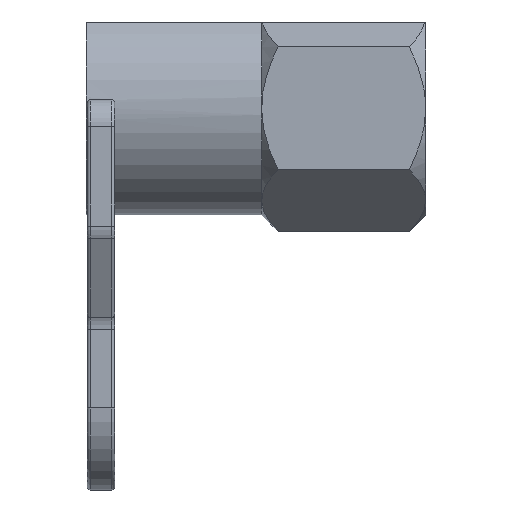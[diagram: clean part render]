
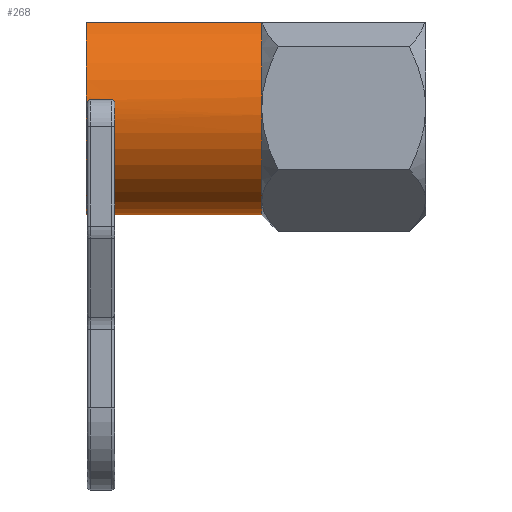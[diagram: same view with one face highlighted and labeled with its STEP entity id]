
A CAD part, left-side view. The second image highlights one B-rep face of the part: STEP entity #268.
In plain terms, the highlighted cylindrical face has radius 18.836 mm (diameter 37.672 mm), a partial arc.
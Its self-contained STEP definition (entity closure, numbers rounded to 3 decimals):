
#262 = ORIENTED_EDGE ( 'NONE', *, *, #278, .F. ) ;
#263 = EDGE_CURVE ( 'NONE', #264, #267, #1494, .T. ) ;
#264 = VERTEX_POINT ( 'NONE', #1480 ) ;
#267 = VERTEX_POINT ( 'NONE', #1474 ) ;
#268 = ADVANCED_FACE ( 'NONE', ( #1473, #1472 ), #1470, .T. ) ;
#275 = EDGE_LOOP ( 'NONE', ( #277, #262, #948, #950, #934, #936 ) ) ;
#277 = ORIENTED_EDGE ( 'NONE', *, *, #263, .T. ) ;
#278 = EDGE_CURVE ( 'NONE', #286, #267, #1518, .T. ) ;
#286 = VERTEX_POINT ( 'NONE', #1498 ) ;
#934 = ORIENTED_EDGE ( 'NONE', *, *, #935, .T. ) ;
#935 = EDGE_CURVE ( 'NONE', #943, #944, #2668, .T. ) ;
#936 = ORIENTED_EDGE ( 'NONE', *, *, #937, .T. ) ;
#937 = EDGE_CURVE ( 'NONE', #944, #264, #2660, .T. ) ;
#938 = EDGE_LOOP ( 'NONE', ( #939, #1013, #1016, #1012 ) ) ;
#939 = ORIENTED_EDGE ( 'NONE', *, *, #940, .F. ) ;
#940 = EDGE_CURVE ( 'NONE', #941, #942, #2656, .T. ) ;
#941 = VERTEX_POINT ( 'NONE', #2711 ) ;
#942 = VERTEX_POINT ( 'NONE', #2710 ) ;
#943 = VERTEX_POINT ( 'NONE', #2709 ) ;
#944 = VERTEX_POINT ( 'NONE', #2708 ) ;
#945 = EDGE_CURVE ( 'NONE', #947, #943, #2707, .T. ) ;
#947 = VERTEX_POINT ( 'NONE', #2703 ) ;
#948 = ORIENTED_EDGE ( 'NONE', *, *, #949, .T. ) ;
#949 = EDGE_CURVE ( 'NONE', #286, #947, #2702, .T. ) ;
#950 = ORIENTED_EDGE ( 'NONE', *, *, #945, .T. ) ;
#996 = EDGE_CURVE ( 'NONE', #1011, #942, #2797, .T. ) ;
#1011 = VERTEX_POINT ( 'NONE', #2829 ) ;
#1012 = ORIENTED_EDGE ( 'NONE', *, *, #996, .T. ) ;
#1013 = ORIENTED_EDGE ( 'NONE', *, *, #1015, .T. ) ;
#1014 = VERTEX_POINT ( 'NONE', #2828 ) ;
#1015 = EDGE_CURVE ( 'NONE', #941, #1014, #2827, .T. ) ;
#1016 = ORIENTED_EDGE ( 'NONE', *, *, #1017, .T. ) ;
#1017 = EDGE_CURVE ( 'NONE', #1014, #1011, #2823, .T. ) ;
#1467 = DIRECTION ( 'NONE',  ( 0., 0., -1. ) ) ;
#1468 = DIRECTION ( 'NONE',  ( 0., -1., 0. ) ) ;
#1469 = AXIS2_PLACEMENT_3D ( 'NONE', #1471, #1468, #1467 ) ;
#1470 = CYLINDRICAL_SURFACE ( 'NONE', #1469, 18.836 ) ;
#1471 = CARTESIAN_POINT ( 'NONE',  ( 0., 60., 0. ) ) ;
#1472 = FACE_OUTER_BOUND ( 'NONE', #938, .T. ) ;
#1473 = FACE_BOUND ( 'NONE', #275, .T. ) ;
#1474 = CARTESIAN_POINT ( 'NONE',  ( -18.729, 59.8, -2. ) ) ;
#1480 = CARTESIAN_POINT ( 'NONE',  ( -18.729, 55., -2. ) ) ;
#1481 = DIRECTION ( 'NONE',  ( 0., 1., 0. ) ) ;
#1482 = VECTOR ( 'NONE', #1481, 1000. ) ;
#1483 = CARTESIAN_POINT ( 'NONE',  ( -18.729, -0.045, -2. ) ) ;
#1494 = LINE ( 'NONE', #1483, #1482 ) ;
#1498 = CARTESIAN_POINT ( 'NONE',  ( -18.811, 59.8, 0.973 ) ) ;
#1514 = DIRECTION ( 'NONE',  ( 0., 0., 1. ) ) ;
#1515 = DIRECTION ( 'NONE',  ( 0., -1., 0. ) ) ;
#1516 = CARTESIAN_POINT ( 'NONE',  ( 0., 59.8, 0. ) ) ;
#1517 = AXIS2_PLACEMENT_3D ( 'NONE', #1516, #1515, #1514 ) ;
#1518 = CIRCLE ( 'NONE', #1517, 18.836 ) ;
#2655 = AXIS2_PLACEMENT_3D ( 'NONE', #2714, #2713, #2712 ) ;
#2656 = CIRCLE ( 'NONE', #2655, 18.836 ) ;
#2657 = DIRECTION ( 'NONE',  ( 0., 0., 1. ) ) ;
#2658 = DIRECTION ( 'NONE',  ( 0., -1., 0. ) ) ;
#2659 = AXIS2_PLACEMENT_3D ( 'NONE', #2667, #2658, #2657 ) ;
#2660 = CIRCLE ( 'NONE', #2659, 18.836 ) ;
#2661 = CARTESIAN_POINT ( 'NONE',  ( -18.811, 55., 0.973 ) ) ;
#2662 = CARTESIAN_POINT ( 'NONE',  ( -18.804, 55., 1.109 ) ) ;
#2663 = CARTESIAN_POINT ( 'NONE',  ( -18.795, 55.051, 1.243 ) ) ;
#2664 = CARTESIAN_POINT ( 'NONE',  ( -18.781, 55.233, 1.439 ) ) ;
#2665 = CARTESIAN_POINT ( 'NONE',  ( -18.776, 55.364, 1.5 ) ) ;
#2666 = CARTESIAN_POINT ( 'NONE',  ( -18.776, 55.5, 1.5 ) ) ;
#2667 = CARTESIAN_POINT ( 'NONE',  ( 0., 55., 0. ) ) ;
#2668 = B_SPLINE_CURVE_WITH_KNOTS ( 'NONE', 3,
 ( #2666, #2665, #2664, #2663, #2662, #2661 ),
 .UNSPECIFIED., .F., .F.,
 ( 4, 2, 4 ),
 ( 0., 0., 0.001 ),
 .UNSPECIFIED. ) ;
#2695 = CARTESIAN_POINT ( 'NONE',  ( -18.776, 59.3, 1.5 ) ) ;
#2696 = CARTESIAN_POINT ( 'NONE',  ( -18.776, 59.436, 1.5 ) ) ;
#2697 = CARTESIAN_POINT ( 'NONE',  ( -18.781, 59.567, 1.439 ) ) ;
#2698 = CARTESIAN_POINT ( 'NONE',  ( -18.795, 59.75, 1.242 ) ) ;
#2699 = CARTESIAN_POINT ( 'NONE',  ( -18.804, 59.8, 1.109 ) ) ;
#2700 = CARTESIAN_POINT ( 'NONE',  ( -18.811, 59.8, 0.973 ) ) ;
#2702 = B_SPLINE_CURVE_WITH_KNOTS ( 'NONE', 3,
 ( #2700, #2699, #2698, #2697, #2696, #2695 ),
 .UNSPECIFIED., .F., .F.,
 ( 4, 2, 4 ),
 ( 0., 0., 0.001 ),
 .UNSPECIFIED. ) ;
#2703 = CARTESIAN_POINT ( 'NONE',  ( -18.776, 59.3, 1.5 ) ) ;
#2704 = DIRECTION ( 'NONE',  ( 0., -1., 0. ) ) ;
#2705 = VECTOR ( 'NONE', #2704, 1000. ) ;
#2706 = CARTESIAN_POINT ( 'NONE',  ( -18.776, 59.8, 1.5 ) ) ;
#2707 = LINE ( 'NONE', #2706, #2705 ) ;
#2708 = CARTESIAN_POINT ( 'NONE',  ( -18.811, 55., 0.973 ) ) ;
#2709 = CARTESIAN_POINT ( 'NONE',  ( -18.776, 55.5, 1.5 ) ) ;
#2710 = CARTESIAN_POINT ( 'NONE',  ( -11.067, 60., 15.242 ) ) ;
#2711 = CARTESIAN_POINT ( 'NONE',  ( 0., 60., -18.836 ) ) ;
#2712 = DIRECTION ( 'NONE',  ( 0., 0., 1. ) ) ;
#2713 = DIRECTION ( 'NONE',  ( 0., 1., 0. ) ) ;
#2714 = CARTESIAN_POINT ( 'NONE',  ( 0., 60., 0. ) ) ;
#2794 = DIRECTION ( 'NONE',  ( 0., 1., 0. ) ) ;
#2795 = VECTOR ( 'NONE', #2794, 1000. ) ;
#2796 = CARTESIAN_POINT ( 'NONE',  ( -11.067, 29., 15.242 ) ) ;
#2797 = LINE ( 'NONE', #2796, #2795 ) ;
#2819 = DIRECTION ( 'NONE',  ( 0., 0., 1. ) ) ;
#2820 = DIRECTION ( 'NONE',  ( 0., 1., 0. ) ) ;
#2821 = CARTESIAN_POINT ( 'NONE',  ( 0., 29., 0. ) ) ;
#2822 = AXIS2_PLACEMENT_3D ( 'NONE', #2821, #2820, #2819 ) ;
#2823 = CIRCLE ( 'NONE', #2822, 18.836 ) ;
#2824 = DIRECTION ( 'NONE',  ( 0., -1., 0. ) ) ;
#2825 = VECTOR ( 'NONE', #2824, 1000. ) ;
#2826 = CARTESIAN_POINT ( 'NONE',  ( 0., 60., -18.836 ) ) ;
#2827 = LINE ( 'NONE', #2826, #2825 ) ;
#2828 = CARTESIAN_POINT ( 'NONE',  ( 0., 29., -18.836 ) ) ;
#2829 = CARTESIAN_POINT ( 'NONE',  ( -11.067, 29., 15.242 ) ) ;
